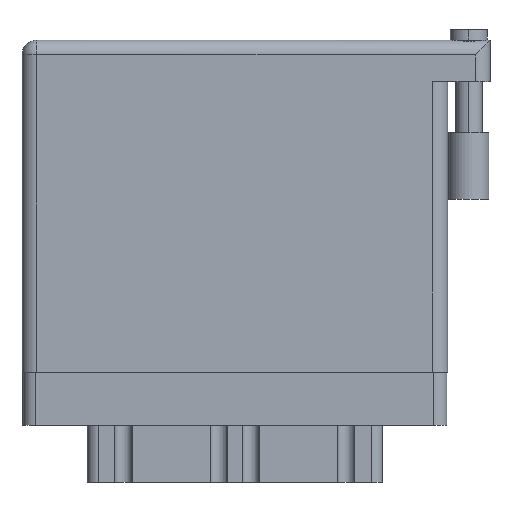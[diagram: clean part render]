
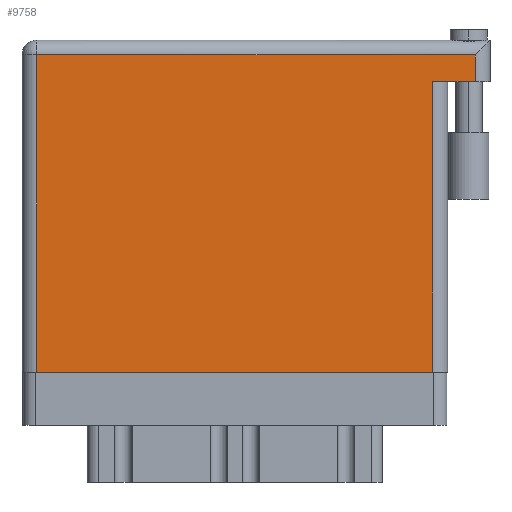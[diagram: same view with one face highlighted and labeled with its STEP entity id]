
A CAD part, front view. The second image highlights one B-rep face of the part: STEP entity #9758.
In plain terms, the highlighted face is planar.
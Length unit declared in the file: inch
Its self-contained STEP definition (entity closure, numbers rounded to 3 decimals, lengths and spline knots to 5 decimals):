
#7 = EDGE_CURVE ( 'NONE', #21018, #28177, #15002, .T. ) ;
#668 = CARTESIAN_POINT ( 'NONE',  ( 2.138, 1.566, 0. ) ) ;
#759 = DIRECTION ( 'NONE',  ( -1., 0., 0. ) ) ;
#2181 = CARTESIAN_POINT ( 'NONE',  ( 0.07, 1.496, 0. ) ) ;
#2615 = PLANE ( 'NONE',  #21352 ) ;
#3311 = VERTEX_POINT ( 'NONE', #25151 ) ;
#3657 = EDGE_CURVE ( 'NONE', #3311, #28177, #8286, .T. ) ;
#3872 = DIRECTION ( 'NONE',  ( 1., 0., 0. ) ) ;
#4261 = CARTESIAN_POINT ( 'NONE',  ( 1.938, 1.369, 0. ) ) ;
#6049 = DIRECTION ( 'NONE',  ( 0., 1., 0. ) ) ;
#6352 = EDGE_CURVE ( 'NONE', #15764, #23944, #16589, .T. ) ;
#6395 = LINE ( 'NONE', #668, #12060 ) ;
#6495 = LINE ( 'NONE', #27706, #31486 ) ;
#6519 = EDGE_CURVE ( 'NONE', #12268, #3311, #6495, .T. ) ;
#7839 = FACE_OUTER_BOUND ( 'NONE', #16672, .T. ) ;
#8031 = CARTESIAN_POINT ( 'NONE',  ( 2.138, 1.496, 0. ) ) ;
#8286 = LINE ( 'NONE', #21127, #21597 ) ;
#9758 = ADVANCED_FACE ( 'NONE', ( #7839 ), #2615, .F. ) ;
#11008 = ORIENTED_EDGE ( 'NONE', *, *, #3657, .T. ) ;
#12060 = VECTOR ( 'NONE', #6049, 39.37008 ) ;
#12268 = VERTEX_POINT ( 'NONE', #14930 ) ;
#14653 = EDGE_CURVE ( 'NONE', #21018, #15764, #6395, .T. ) ;
#14930 = CARTESIAN_POINT ( 'NONE',  ( 0.07, 0., 0. ) ) ;
#15002 = LINE ( 'NONE', #27700, #27742 ) ;
#15764 = VERTEX_POINT ( 'NONE', #8031 ) ;
#16589 = LINE ( 'NONE', #18849, #17052 ) ;
#16672 = EDGE_LOOP ( 'NONE', ( #32902, #11008, #30468, #31074, #24902, #18476 ) ) ;
#17052 = VECTOR ( 'NONE', #759, 39.37008 ) ;
#17438 = DIRECTION ( 'NONE',  ( -1., 0., 0. ) ) ;
#18264 = CARTESIAN_POINT ( 'NONE',  ( 0., 1.566, 0. ) ) ;
#18476 = ORIENTED_EDGE ( 'NONE', *, *, #27279, .T. ) ;
#18849 = CARTESIAN_POINT ( 'NONE',  ( 0., 1.496, 0. ) ) ;
#21018 = VERTEX_POINT ( 'NONE', #25804 ) ;
#21127 = CARTESIAN_POINT ( 'NONE',  ( 1.938, 1.369, 0. ) ) ;
#21352 = AXIS2_PLACEMENT_3D ( 'NONE', #18264, #29037, #32633 ) ;
#21597 = VECTOR ( 'NONE', #31748, 39.37008 ) ;
#23621 = LINE ( 'NONE', #34234, #30605 ) ;
#23944 = VERTEX_POINT ( 'NONE', #2181 ) ;
#24902 = ORIENTED_EDGE ( 'NONE', *, *, #6352, .T. ) ;
#25151 = CARTESIAN_POINT ( 'NONE',  ( 1.938, 0., 0. ) ) ;
#25804 = CARTESIAN_POINT ( 'NONE',  ( 2.138, 1.369, 0. ) ) ;
#27279 = EDGE_CURVE ( 'NONE', #23944, #12268, #23621, .T. ) ;
#27700 = CARTESIAN_POINT ( 'NONE',  ( 2.208, 1.369, 0. ) ) ;
#27706 = CARTESIAN_POINT ( 'NONE',  ( 0., 0., 0. ) ) ;
#27742 = VECTOR ( 'NONE', #17438, 39.37008 ) ;
#28177 = VERTEX_POINT ( 'NONE', #4261 ) ;
#29037 = DIRECTION ( 'NONE',  ( 0., 0., -1. ) ) ;
#30468 = ORIENTED_EDGE ( 'NONE', *, *, #7, .F. ) ;
#30605 = VECTOR ( 'NONE', #33895, 39.37008 ) ;
#31074 = ORIENTED_EDGE ( 'NONE', *, *, #14653, .T. ) ;
#31486 = VECTOR ( 'NONE', #3872, 39.37008 ) ;
#31748 = DIRECTION ( 'NONE',  ( 0., 1., 0. ) ) ;
#32633 = DIRECTION ( 'NONE',  ( -1., 0., 0. ) ) ;
#32902 = ORIENTED_EDGE ( 'NONE', *, *, #6519, .T. ) ;
#33895 = DIRECTION ( 'NONE',  ( 0., -1., 0. ) ) ;
#34234 = CARTESIAN_POINT ( 'NONE',  ( 0.07, 0., 0. ) ) ;
